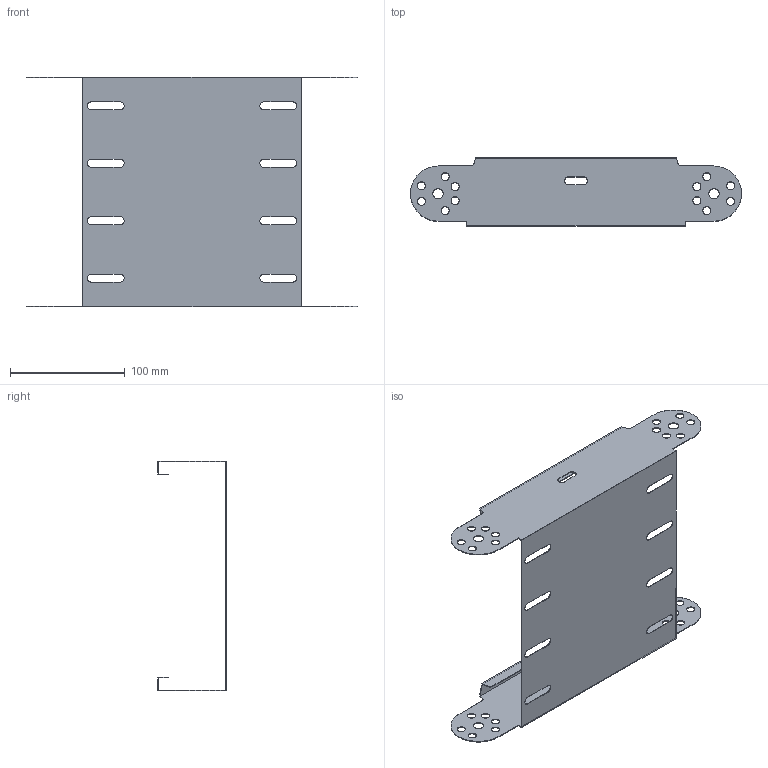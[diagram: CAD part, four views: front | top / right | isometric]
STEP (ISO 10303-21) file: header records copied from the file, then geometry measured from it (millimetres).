
FILE_DESCRIPTION (( 'STEP AP214' ), '1' );
FILE_NAME ('7005433.stp', '2018-10-03T06:11:58', ( '' ), ( '' ), 'SwSTEP 2.0', 'SolidWorks 2018', '' );
FILE_SCHEMA (( 'AUTOMOTIVE_DESIGN' ));
Length unit declared in the file: millimetre
Products named in the file (1): 7005433
Bounding box: 288 x 59.4 x 200 mm (x, y, z)
Volume: 50435.3 mm3; surface area: 145983 mm2
Topology: 1 solids, 1 shells, 158 faces, 468 edges, 312 vertices
Faces by surface type: cylinder 84, plane 66, bspline 8
Entity records: 5814 total; most frequent: CARTESIAN_POINT 1347, ORIENTED_EDGE 936, DIRECTION 890, EDGE_CURVE 468, AXIS2_PLACEMENT_3D 319, VERTEX_POINT 312, VECTOR 252, LINE 252
